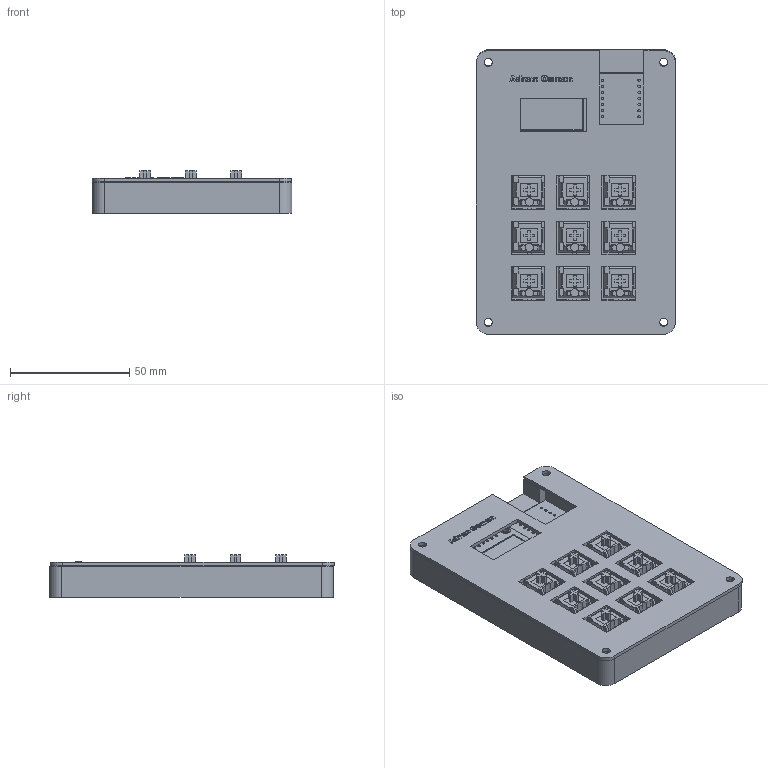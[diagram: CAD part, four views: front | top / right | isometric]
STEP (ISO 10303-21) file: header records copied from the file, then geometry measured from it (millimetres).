
FILE_DESCRIPTION(/* description */ (''),/* implementation_level */ '2;1');
FILE_NAME(/* name */ 'Macropad.step',/* time_stamp */ '2026-02-04T22:06:02+06:00',/* author */ (''),/* organization */ (''),/* preprocessor_version */ 'ST-DEVELOPER v20.1',/* originating_system */ 'Autodesk Translation Framework v14.21.0.0',/* authorisation */ '');
FILE_SCHEMA (('AUTOMOTIVE_DESIGN { 1 0 10303 214 3 1 1 }'));
Length unit declared in the file: millimetre
Products named in the file (20): 2026-02-04-12-22-57-712; 2026-02-04-12-33-05-425; 2026-02-04-09-33-25-678; 2026-02-04-09-33-25-679; 2026-02-04-09-33-25-682; 2026-02-04-09-33-25-684; 2026-02-04-09-33-25-685; 2026-02-04-09-33-25-686; 2026-02-04-09-33-25-679_1; 2026-02-04-09-33-25-679_2; 2026-02-04-09-33-25-679_3; 2026-02-04-09-33-25-679_4; 2026-02-04-09-33-25-679_5; 2026-02-04-09-33-25-679_6; 2026-02-04-09-33-25-679_7; 2026-02-04-09-33-25-679_8; 2026-02-04-09-33-25-680; 2026-02-04-09-33-25-681; 2026-02-04-09-33-25-683; 2026-02-04-12-29-55-687
Assembly tree (43 placements, depth 5):
  2026-02-04-12-22-57-712
    2026-02-04-12-33-05-425
      2026-02-04-09-33-25-678
        2026-02-04-09-33-25-679
          2026-02-04-09-33-25-680
          2026-02-04-09-33-25-681
        2026-02-04-09-33-25-682
        2026-02-04-09-33-25-683  x9
        2026-02-04-09-33-25-684
        2026-02-04-09-33-25-685
        2026-02-04-09-33-25-686
        2026-02-04-09-33-25-679_1
          2026-02-04-09-33-25-680
          2026-02-04-09-33-25-681
        2026-02-04-09-33-25-679_2
          2026-02-04-09-33-25-680
          2026-02-04-09-33-25-681
        2026-02-04-09-33-25-679_3
          2026-02-04-09-33-25-680
          2026-02-04-09-33-25-681
        2026-02-04-09-33-25-679_4
          2026-02-04-09-33-25-680
          2026-02-04-09-33-25-681
        2026-02-04-09-33-25-679_5
          2026-02-04-09-33-25-680
          2026-02-04-09-33-25-681
        2026-02-04-09-33-25-679_6
          2026-02-04-09-33-25-680
          2026-02-04-09-33-25-681
        2026-02-04-09-33-25-679_7
          2026-02-04-09-33-25-680
          2026-02-04-09-33-25-681
        2026-02-04-09-33-25-679_8
          2026-02-04-09-33-25-680
          2026-02-04-09-33-25-681
      2026-02-04-12-29-55-687
Bounding box: 83.6 x 119.39 x 17.73 mm (x, y, z)
Volume: 100389 mm3; surface area: 76736.9 mm2
Topology: 94 solids, 182 shells, 1916 faces, 6539 edges, 4954 vertices
Faces by surface type: plane 1270, cylinder 385, bspline 168, torus 42, cone 27, sphere 24
Full cylindrical faces by diameter (mm): 0.5 x27, 0.8 x18, 1 x30, 1.5 x18, 1.6 x18, 1.7 x18, 2 x18, 2.02 x9, 2.7 x4, 2.8 x7, 3.4 x8, 3.85 x9, 4 x13, 6 x4
Entity records: 40858 total; most frequent: CARTESIAN_POINT 10532, DIRECTION 5518, ORIENTED_EDGE 5509, EDGE_CURVE 3725, VERTEX_POINT 3114, LINE 2558, VECTOR 2558, AXIS2_PLACEMENT_3D 1480
